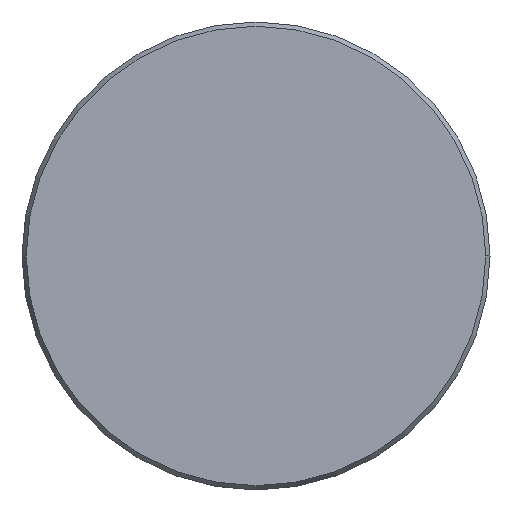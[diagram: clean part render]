
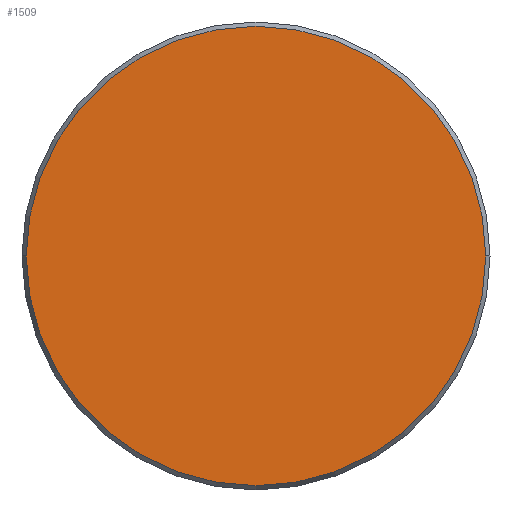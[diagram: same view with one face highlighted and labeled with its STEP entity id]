
A CAD part, top view. The second image highlights one B-rep face of the part: STEP entity #1509.
In plain terms, the highlighted planar face has unit normal (0, 0, 1).
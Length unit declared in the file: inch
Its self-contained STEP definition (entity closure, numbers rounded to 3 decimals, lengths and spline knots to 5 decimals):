
#67 = EDGE_CURVE ( 'NONE', #1133, #147, #1218, .T. ) ;
#80 = DIRECTION ( 'NONE',  ( -1., 0., 0. ) ) ;
#147 = VERTEX_POINT ( 'NONE', #1995 ) ;
#406 = DIRECTION ( 'NONE',  ( 0., 0., 1. ) ) ;
#466 = DIRECTION ( 'NONE',  ( 0., 0., -1. ) ) ;
#568 = CARTESIAN_POINT ( 'NONE',  ( -0.32545, 1.13399, 3.20014 ) ) ;
#580 = AXIS2_PLACEMENT_3D ( 'NONE', #1400, #765, #1230 ) ;
#765 = DIRECTION ( 'NONE',  ( 0., 0., 1. ) ) ;
#780 = CARTESIAN_POINT ( 'NONE',  ( 0.47482, 1.95499, 3.20014 ) ) ;
#864 = EDGE_CURVE ( 'NONE', #147, #1133, #1414, .T. ) ;
#957 = AXIS2_PLACEMENT_3D ( 'NONE', #780, #466, #1598 ) ;
#1133 = VERTEX_POINT ( 'NONE', #568 ) ;
#1218 = CIRCLE ( 'NONE', #580, 0.80027 ) ;
#1230 = DIRECTION ( 'NONE',  ( -1., 0., 0. ) ) ;
#1279 = FACE_OUTER_BOUND ( 'NONE', #1694, .T. ) ;
#1400 = CARTESIAN_POINT ( 'NONE',  ( 0.47482, 1.13399, 3.20014 ) ) ;
#1414 = CIRCLE ( 'NONE', #1520, 0.80027 ) ;
#1417 = PLANE ( 'NONE',  #957 ) ;
#1441 = ORIENTED_EDGE ( 'NONE', *, *, #67, .T. ) ;
#1509 = ADVANCED_FACE ( 'NONE', ( #1279 ), #1417, .F. ) ;
#1520 = AXIS2_PLACEMENT_3D ( 'NONE', #1559, #406, #80 ) ;
#1559 = CARTESIAN_POINT ( 'NONE',  ( 0.47482, 1.13399, 3.20014 ) ) ;
#1598 = DIRECTION ( 'NONE',  ( -1., 0., 0. ) ) ;
#1694 = EDGE_LOOP ( 'NONE', ( #1441, #2027 ) ) ;
#1995 = CARTESIAN_POINT ( 'NONE',  ( 1.27509, 1.13399, 3.20014 ) ) ;
#2027 = ORIENTED_EDGE ( 'NONE', *, *, #864, .T. ) ;
